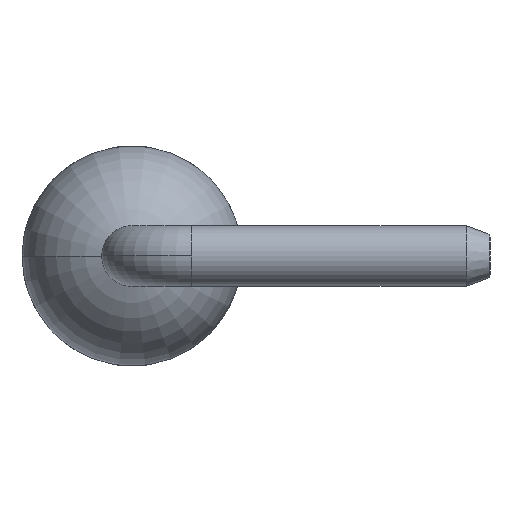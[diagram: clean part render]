
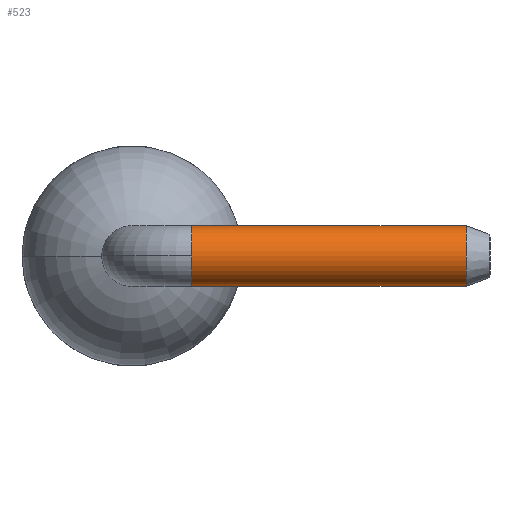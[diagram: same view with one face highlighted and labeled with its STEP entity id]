
A CAD part, left-side view. The second image highlights one B-rep face of the part: STEP entity #523.
In plain terms, the highlighted cylindrical face has radius 0.254 mm (diameter 0.508 mm), a partial arc.
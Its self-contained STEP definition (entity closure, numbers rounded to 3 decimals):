
#112 = EDGE_CURVE ( 'NONE', #138, #587, #260, .T. ) ;
#117 = EDGE_CURVE ( 'NONE', #617, #590, #256, .T. ) ;
#138 = VERTEX_POINT ( 'NONE', #305 ) ;
#253 = DIRECTION ( 'NONE',  ( 0., -1., 0. ) ) ;
#254 = VECTOR ( 'NONE', #253, 1000. ) ;
#255 = CARTESIAN_POINT ( 'NONE',  ( -3.175, -0.5, 0.254 ) ) ;
#256 = LINE ( 'NONE', #255, #254 ) ;
#257 = DIRECTION ( 'NONE',  ( 0., -1., 0. ) ) ;
#258 = VECTOR ( 'NONE', #257, 1000. ) ;
#259 = CARTESIAN_POINT ( 'NONE',  ( -3.175, -0.5, -0.254 ) ) ;
#260 = LINE ( 'NONE', #259, #258 ) ;
#305 = CARTESIAN_POINT ( 'NONE',  ( -3.175, -0.5, -0.254 ) ) ;
#457 = ORIENTED_EDGE ( 'NONE', *, *, #458, .T. ) ;
#458 = EDGE_CURVE ( 'NONE', #587, #590, #749, .T. ) ;
#523 = ADVANCED_FACE ( 'NONE', ( #947 ), #988, .T. ) ;
#524 = EDGE_LOOP ( 'NONE', ( #525, #526, #527, #529, #457 ) ) ;
#525 = ORIENTED_EDGE ( 'NONE', *, *, #117, .F. ) ;
#526 = ORIENTED_EDGE ( 'NONE', *, *, #616, .T. ) ;
#527 = ORIENTED_EDGE ( 'NONE', *, *, #528, .T. ) ;
#528 = EDGE_CURVE ( 'NONE', #614, #138, #987, .T. ) ;
#529 = ORIENTED_EDGE ( 'NONE', *, *, #112, .T. ) ;
#587 = VERTEX_POINT ( 'NONE', #1145 ) ;
#590 = VERTEX_POINT ( 'NONE', #1139 ) ;
#614 = VERTEX_POINT ( 'NONE', #1230 ) ;
#616 = EDGE_CURVE ( 'NONE', #617, #614, #1229, .T. ) ;
#617 = VERTEX_POINT ( 'NONE', #1224 ) ;
#740 = DIRECTION ( 'NONE',  ( 0., 0., -1. ) ) ;
#741 = DIRECTION ( 'NONE',  ( 0., 1., 0. ) ) ;
#742 = CARTESIAN_POINT ( 'NONE',  ( -3.175, -2.8, 0. ) ) ;
#743 = AXIS2_PLACEMENT_3D ( 'NONE', #742, #741, #740 ) ;
#749 = CIRCLE ( 'NONE', #743, 0.254 ) ;
#947 = FACE_OUTER_BOUND ( 'NONE', #524, .T. ) ;
#979 = DIRECTION ( 'NONE',  ( 0., 0., 1. ) ) ;
#980 = DIRECTION ( 'NONE',  ( 0., -1., 0. ) ) ;
#981 = CARTESIAN_POINT ( 'NONE',  ( -3.175, -0.5, 0. ) ) ;
#982 = AXIS2_PLACEMENT_3D ( 'NONE', #981, #980, #979 ) ;
#983 = DIRECTION ( 'NONE',  ( 0., 0., -1. ) ) ;
#984 = DIRECTION ( 'NONE',  ( 0., -1., 0. ) ) ;
#985 = CARTESIAN_POINT ( 'NONE',  ( -3.175, -0.5, 0. ) ) ;
#986 = AXIS2_PLACEMENT_3D ( 'NONE', #985, #984, #983 ) ;
#987 = CIRCLE ( 'NONE', #982, 0.254 ) ;
#988 = CYLINDRICAL_SURFACE ( 'NONE', #986, 0.254 ) ;
#1139 = CARTESIAN_POINT ( 'NONE',  ( -3.175, -2.8, 0.254 ) ) ;
#1145 = CARTESIAN_POINT ( 'NONE',  ( -3.175, -2.8, -0.254 ) ) ;
#1224 = CARTESIAN_POINT ( 'NONE',  ( -3.175, -0.5, 0.254 ) ) ;
#1225 = DIRECTION ( 'NONE',  ( 0., 0., 1. ) ) ;
#1226 = DIRECTION ( 'NONE',  ( 0., -1., 0. ) ) ;
#1227 = CARTESIAN_POINT ( 'NONE',  ( -3.175, -0.5, 0. ) ) ;
#1228 = AXIS2_PLACEMENT_3D ( 'NONE', #1227, #1226, #1225 ) ;
#1229 = CIRCLE ( 'NONE', #1228, 0.254 ) ;
#1230 = CARTESIAN_POINT ( 'NONE',  ( -3.429, -0.5, 0. ) ) ;
